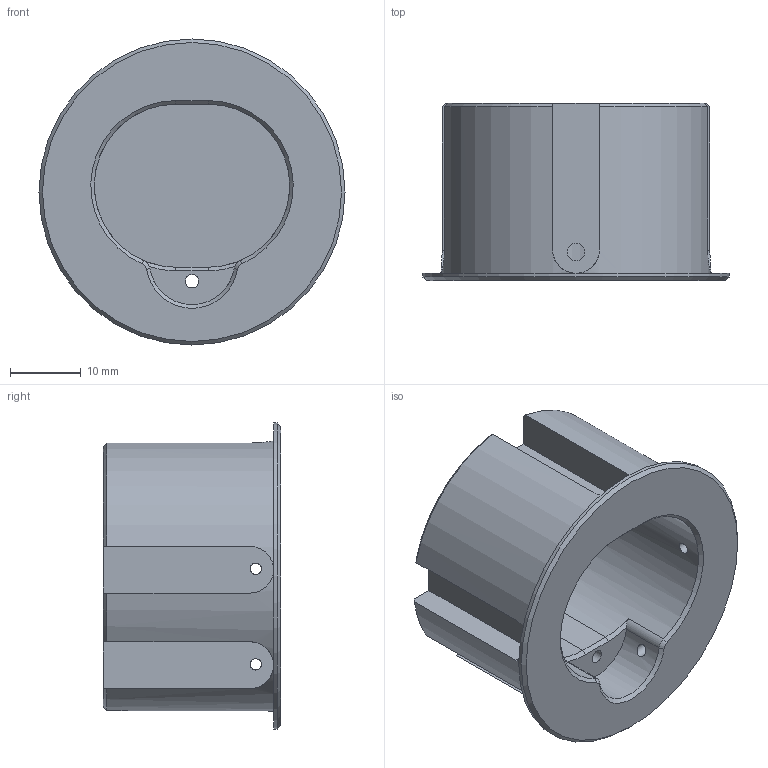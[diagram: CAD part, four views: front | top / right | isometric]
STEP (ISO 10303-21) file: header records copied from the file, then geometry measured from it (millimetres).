
FILE_DESCRIPTION(/* description */ (''),/* implementation_level */ '2;1');
FILE_NAME(/* name */ 'nosepoke_push2conn_shorter v2.step',/* time_stamp */ '2018-11-28T14:39:25-05:00',/* author */ (''),/* organization */ (''),/* preprocessor_version */ 'ST-DEVELOPER v17.2',/* originating_system */ 'Autodesk Translation Framework v7.6.0.251',/* authorisation */ '');
FILE_SCHEMA (('AUTOMOTIVE_DESIGN { 1 0 10303 214 3 1 1 }'));
Length unit declared in the file: millimetre
Products named in the file (1): nosepoke_push2conn_shorter
Bounding box: 43.18 x 25 x 43.18 mm (x, y, z)
Volume: 14419.6 mm3; surface area: 8563.4 mm2
Topology: 1 solids, 1 shells, 65 faces, 165 edges, 107 vertices
Faces by surface type: plane 27, cylinder 25, cone 13
Full cylindrical faces by diameter (mm): 1.6 x4, 1.9 x1, 2.075 x2, 2.5 x1, 4.067 x1, 43.18 x1
Entity records: 2215 total; most frequent: CARTESIAN_POINT 602, ORIENTED_EDGE 330, DIRECTION 324, EDGE_CURVE 165, AXIS2_PLACEMENT_3D 123, VERTEX_POINT 107, EDGE_LOOP 82, LINE 78
